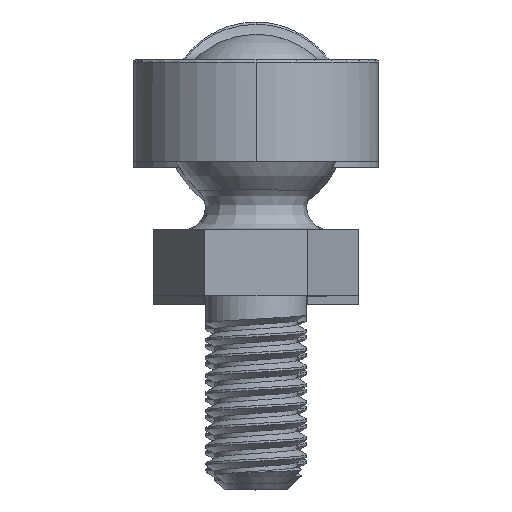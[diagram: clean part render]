
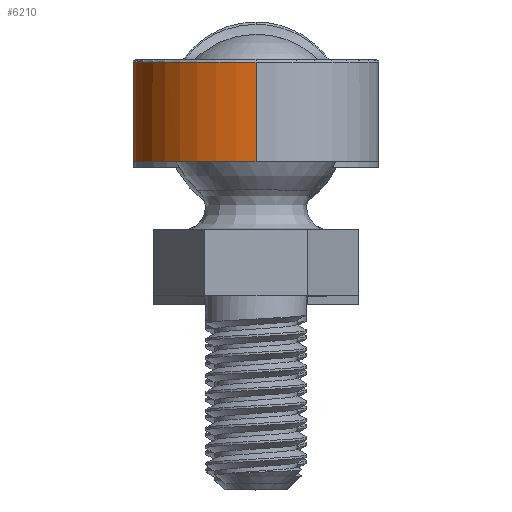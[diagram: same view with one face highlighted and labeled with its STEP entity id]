
A CAD part, top view. The second image highlights one B-rep face of the part: STEP entity #6210.
In plain terms, the highlighted cylindrical face has radius 4.85 mm (diameter 9.7 mm), a partial arc.
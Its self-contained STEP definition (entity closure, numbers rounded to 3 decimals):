
#1462 = EDGE_CURVE ( 'NONE', #17584, #23361, #20481, .T. ) ;
#3421 = EDGE_CURVE ( 'NONE', #26123, #17584, #19737, .T. ) ;
#4049 = CARTESIAN_POINT ( 'NONE',  ( -3.5, 0., 68.293 ) ) ;
#4878 = ORIENTED_EDGE ( 'NONE', *, *, #3421, .T. ) ;
#5156 = CARTESIAN_POINT ( 'NONE',  ( -3.5, 0.351, 68.293 ) ) ;
#6106 = DIRECTION ( 'NONE',  ( 0., 1., 0. ) ) ;
#6210 = ADVANCED_FACE ( 'NONE', ( #29059 ), #22161, .T. ) ;
#6378 = CARTESIAN_POINT ( 'NONE',  ( -2.969, -1.861, 67.813 ) ) ;
#6720 = ORIENTED_EDGE ( 'NONE', *, *, #27457, .T. ) ;
#7036 = CARTESIAN_POINT ( 'NONE',  ( 0., -2., 76.5 ) ) ;
#7143 = DIRECTION ( 'NONE',  ( 0., 0., 1. ) ) ;
#7158 = VERTEX_POINT ( 'NONE', #11640 ) ;
#8345 = EDGE_CURVE ( 'NONE', #26123, #25133, #26267, .T. ) ;
#9060 = CARTESIAN_POINT ( 'NONE',  ( 0., 1.9, 76.5 ) ) ;
#9524 = CARTESIAN_POINT ( 'NONE',  ( -3.448, 0.689, 68.237 ) ) ;
#9646 = CARTESIAN_POINT ( 'NONE',  ( 0., -2., 71.65 ) ) ;
#11276 = CARTESIAN_POINT ( 'NONE',  ( -2.872, -2., 67.742 ) ) ;
#11640 = CARTESIAN_POINT ( 'NONE',  ( -2.939, 1.9, 67.792 ) ) ;
#11650 = EDGE_LOOP ( 'NONE', ( #4878, #27685, #6720, #13534, #24464 ) ) ;
#11685 = CARTESIAN_POINT ( 'NONE',  ( -3.209, -1.408, 68.012 ) ) ;
#11991 = DIRECTION ( 'NONE',  ( 0., 1., 0. ) ) ;
#13534 = ORIENTED_EDGE ( 'NONE', *, *, #25004, .F. ) ;
#13667 = CARTESIAN_POINT ( 'NONE',  ( 0., 1.9, 71.65 ) ) ;
#14214 = CARTESIAN_POINT ( 'NONE',  ( -3.5, 0., 68.293 ) ) ;
#15873 = DIRECTION ( 'NONE',  ( 0., 0., 1. ) ) ;
#16392 = CARTESIAN_POINT ( 'NONE',  ( -3.385, -0.907, 68.176 ) ) ;
#16882 = CARTESIAN_POINT ( 'NONE',  ( -3.114, 1.629, 67.925 ) ) ;
#17584 = VERTEX_POINT ( 'NONE', #7036 ) ;
#18423 = CARTESIAN_POINT ( 'NONE',  ( -3.427, -0.733, 68.218 ) ) ;
#18518 = DIRECTION ( 'NONE',  ( 0., -1., 0. ) ) ;
#18582 = CARTESIAN_POINT ( 'NONE',  ( -3.056, -1.716, 67.882 ) ) ;
#18745 = CARTESIAN_POINT ( 'NONE',  ( -2.872, -2., 67.742 ) ) ;
#19737 = CIRCLE ( 'NONE', #23755, 4.85 ) ;
#20481 = LINE ( 'NONE', #22986, #20689 ) ;
#20689 = VECTOR ( 'NONE', #6106, 1000. ) ;
#21852 = CARTESIAN_POINT ( 'NONE',  ( 0., -2., 71.65 ) ) ;
#22161 = CYLINDRICAL_SURFACE ( 'NONE', #27465, 4.85 ) ;
#22986 = CARTESIAN_POINT ( 'NONE',  ( 0., -2., 76.5 ) ) ;
#23278 = CARTESIAN_POINT ( 'NONE',  ( -3.276, -1.244, 68.073 ) ) ;
#23361 = VERTEX_POINT ( 'NONE', #9060 ) ;
#23755 = AXIS2_PLACEMENT_3D ( 'NONE', #9646, #28576, #7143 ) ;
#24222 = CARTESIAN_POINT ( 'NONE',  ( -3.253, 1.335, 68.05 ) ) ;
#24464 = ORIENTED_EDGE ( 'NONE', *, *, #8345, .F. ) ;
#25004 = EDGE_CURVE ( 'NONE', #25133, #7158, #30290, .T. ) ;
#25133 = VERTEX_POINT ( 'NONE', #14214 ) ;
#26123 = VERTEX_POINT ( 'NONE', #11276 ) ;
#26267 = B_SPLINE_CURVE_WITH_KNOTS ( 'NONE', 3,
 ( #18745, #6378, #18582, #11685, #23278, #16392, #18423, #28129, #28440, #4049 ),
 .UNSPECIFIED., .F., .F.,
 ( 4, 2, 2, 2, 4 ),
 ( 0.021, 0.021, 0.022, 0.022, 0.023 ),
 .UNSPECIFIED. ) ;
#26551 = DIRECTION ( 'NONE',  ( 0., 0., 1. ) ) ;
#26567 = CARTESIAN_POINT ( 'NONE',  ( -3.5, 0., 68.293 ) ) ;
#27249 = CIRCLE ( 'NONE', #29759, 4.85 ) ;
#27457 = EDGE_CURVE ( 'NONE', #23361, #7158, #27249, .T. ) ;
#27465 = AXIS2_PLACEMENT_3D ( 'NONE', #21852, #11991, #26551 ) ;
#27685 = ORIENTED_EDGE ( 'NONE', *, *, #1462, .T. ) ;
#28129 = CARTESIAN_POINT ( 'NONE',  ( -3.485, -0.373, 68.277 ) ) ;
#28301 = CARTESIAN_POINT ( 'NONE',  ( -2.939, 1.9, 67.792 ) ) ;
#28440 = CARTESIAN_POINT ( 'NONE',  ( -3.5, -0.186, 68.293 ) ) ;
#28576 = DIRECTION ( 'NONE',  ( 0., 1., 0. ) ) ;
#29059 = FACE_OUTER_BOUND ( 'NONE', #11650, .T. ) ;
#29759 = AXIS2_PLACEMENT_3D ( 'NONE', #13667, #18518, #15873 ) ;
#30290 = B_SPLINE_CURVE_WITH_KNOTS ( 'NONE', 3,
 ( #26567, #5156, #9524, #24222, #16882, #28301 ),
 .UNSPECIFIED., .F., .F.,
 ( 4, 2, 4 ),
 ( 0., 0.001, 0.002 ),
 .UNSPECIFIED. ) ;
